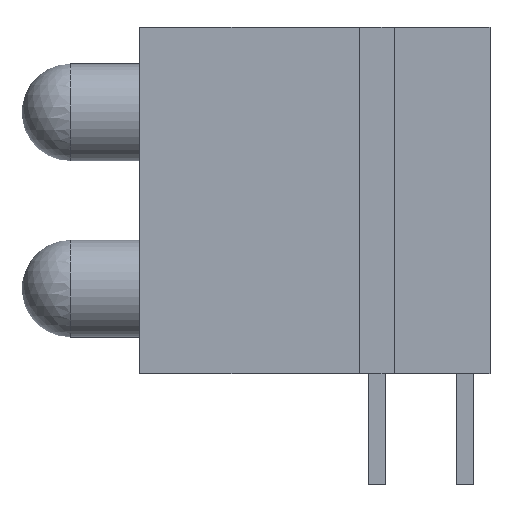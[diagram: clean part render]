
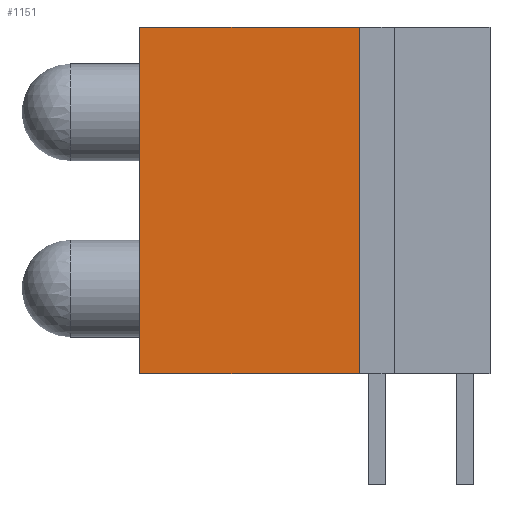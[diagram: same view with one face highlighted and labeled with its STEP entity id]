
A CAD part, front view. The second image highlights one B-rep face of the part: STEP entity #1151.
In plain terms, the highlighted planar face has unit normal (0, -1, 0).
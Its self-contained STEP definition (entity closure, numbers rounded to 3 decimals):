
#918=CARTESIAN_POINT('',(-6.84,-2.475,10.0));
#919=VERTEX_POINT('',#918);
#926=CARTESIAN_POINT('',(-0.5,-2.475,10.0));
#927=VERTEX_POINT('',#926);
#928=CARTESIAN_POINT('',(-0.5,-2.475,10.0));
#929=DIRECTION('',(-1.0,0.0,0.0));
#930=VECTOR('',#929,6.34);
#931=LINE('',#928,#930);
#932=EDGE_CURVE('',#927,#919,#931,.T.);
#1006=CARTESIAN_POINT('',(-0.5,-2.475,0.0));
#1007=VERTEX_POINT('',#1006);
#1014=CARTESIAN_POINT('',(-6.84,-2.475,0.0));
#1015=VERTEX_POINT('',#1014);
#1016=CARTESIAN_POINT('',(-6.84,-2.475,0.0));
#1017=DIRECTION('',(1.0,0.0,0.0));
#1018=VECTOR('',#1017,6.34);
#1019=LINE('',#1016,#1018);
#1020=EDGE_CURVE('',#1015,#1007,#1019,.T.);
#1124=CARTESIAN_POINT('',(-0.5,-2.475,0.0));
#1125=DIRECTION('',(0.0,0.0,1.0));
#1126=VECTOR('',#1125,10.0);
#1127=LINE('',#1124,#1126);
#1128=EDGE_CURVE('',#1007,#927,#1127,.T.);
#1135=CARTESIAN_POINT('',(-0.5,-2.475,0.0));
#1136=DIRECTION('',(0.0,-1.0,0.0));
#1137=DIRECTION('',(0.0,0.0,-1.0));
#1138=AXIS2_PLACEMENT_3D('',#1135,#1136,#1137);
#1139=PLANE('',#1138);
#1140=ORIENTED_EDGE('',*,*,#932,.T.);
#1141=CARTESIAN_POINT('',(-6.84,-2.475,0.0));
#1142=DIRECTION('',(0.0,0.0,1.0));
#1143=VECTOR('',#1142,10.0);
#1144=LINE('',#1141,#1143);
#1145=EDGE_CURVE('',#1015,#919,#1144,.T.);
#1146=ORIENTED_EDGE('',*,*,#1145,.F.);
#1147=ORIENTED_EDGE('',*,*,#1020,.T.);
#1148=ORIENTED_EDGE('',*,*,#1128,.T.);
#1149=EDGE_LOOP('',(#1140,#1146,#1147,#1148));
#1150=FACE_OUTER_BOUND('',#1149,.T.);
#1151=ADVANCED_FACE('',(#1150),#1139,.T.);
